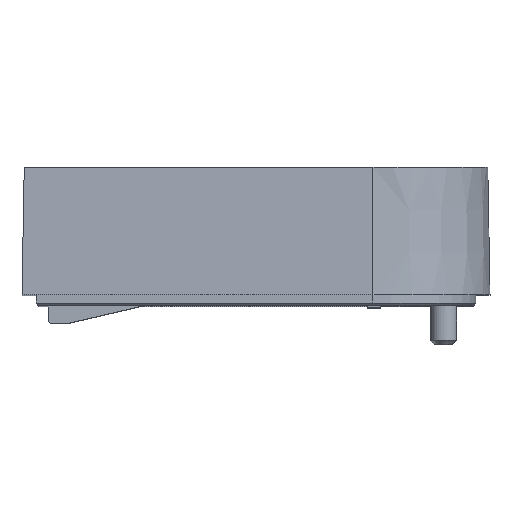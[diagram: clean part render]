
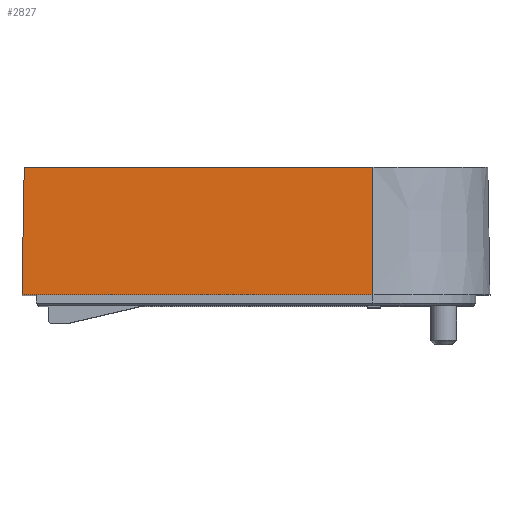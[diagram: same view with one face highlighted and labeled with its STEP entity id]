
A CAD part, top view. The second image highlights one B-rep face of the part: STEP entity #2827.
In plain terms, the highlighted planar face has unit normal (0, 0.018, 1).
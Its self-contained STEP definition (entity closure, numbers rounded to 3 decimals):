
#133=FACE_OUTER_BOUND('',#291,.T.);
#291=EDGE_LOOP('',(#1879,#1880,#1881,#1882));
#459=LINE('',#4018,#812);
#460=LINE('',#4029,#813);
#463=LINE('',#4047,#816);
#464=LINE('',#4048,#817);
#812=VECTOR('',#3223,9.803);
#813=VECTOR('',#3234,26.829);
#816=VECTOR('',#3251,27.);
#817=VECTOR('',#3252,9.801);
#1162=VERTEX_POINT('',#4011);
#1165=VERTEX_POINT('',#4016);
#1170=VERTEX_POINT('',#4028);
#1178=VERTEX_POINT('',#4046);
#1444=EDGE_CURVE('',#1162,#1165,#459,.T.);
#1449=EDGE_CURVE('',#1162,#1170,#460,.T.);
#1458=EDGE_CURVE('',#1165,#1178,#463,.T.);
#1459=EDGE_CURVE('',#1170,#1178,#464,.T.);
#1879=ORIENTED_EDGE('',*,*,#1458,.T.);
#1880=ORIENTED_EDGE('',*,*,#1459,.F.);
#1881=ORIENTED_EDGE('',*,*,#1449,.F.);
#1882=ORIENTED_EDGE('',*,*,#1444,.T.);
#2703=PLANE('',#3009);
#2827=ADVANCED_FACE('',(#133),#2703,.T.);
#3009=AXIS2_PLACEMENT_3D('',#4045,#3249,#3250);
#3223=DIRECTION('',(-0.017,-1.,0.017));
#3234=DIRECTION('',(1.,0.,0.));
#3249=DIRECTION('center_axis',(0.,0.017,1.));
#3250=DIRECTION('ref_axis',(-1.,0.,0.));
#3251=DIRECTION('',(1.,0.,0.));
#3252=DIRECTION('',(0.,-1.,0.017));
#4011=CARTESIAN_POINT('',(-17.829,30.,19.829));
#4016=CARTESIAN_POINT('',(-18.,20.2,20.));
#4018=CARTESIAN_POINT('',(-17.829,30.,19.829));
#4028=CARTESIAN_POINT('',(9.,30.,19.829));
#4029=CARTESIAN_POINT('',(-17.829,30.,19.829));
#4045=CARTESIAN_POINT('Origin',(-19.666,20.2,20.));
#4046=CARTESIAN_POINT('',(9.,20.2,20.));
#4047=CARTESIAN_POINT('',(-18.,20.2,20.));
#4048=CARTESIAN_POINT('',(9.,30.,19.829));
